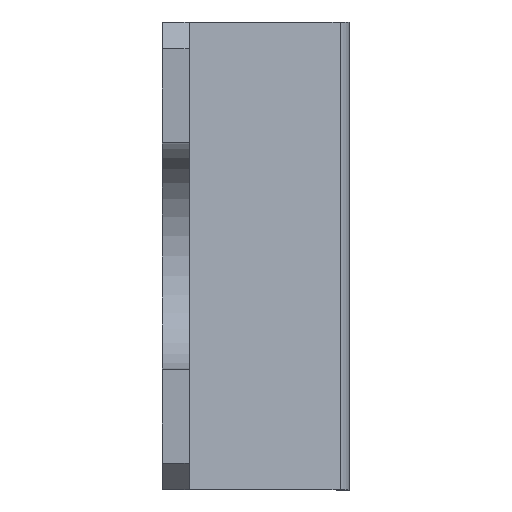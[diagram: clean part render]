
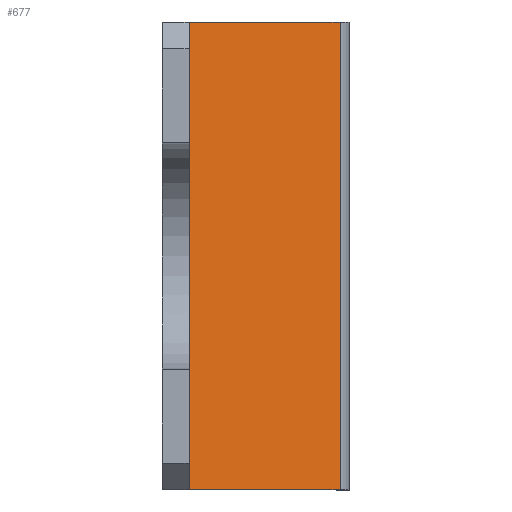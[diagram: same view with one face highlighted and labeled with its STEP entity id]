
A CAD part, left-side view. The second image highlights one B-rep face of the part: STEP entity #677.
In plain terms, the highlighted planar face has unit normal (-0.766, -0.643, 0).
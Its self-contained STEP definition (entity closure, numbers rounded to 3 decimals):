
#38 = VECTOR ( 'NONE', #335, 1000. ) ;
#67 = VECTOR ( 'NONE', #655, 1000. ) ;
#69 = VECTOR ( 'NONE', #332, 1000. ) ;
#81 = CARTESIAN_POINT ( 'NONE',  ( 23.468, -13.285, -17.5 ) ) ;
#88 = CARTESIAN_POINT ( 'NONE',  ( 23.468, -13.285, 17.5 ) ) ;
#92 = CARTESIAN_POINT ( 'NONE',  ( 14., -2., -17.5 ) ) ;
#114 = CARTESIAN_POINT ( 'NONE',  ( 14., -2., 17.5 ) ) ;
#128 = LINE ( 'NONE', #136, #409 ) ;
#135 = DIRECTION ( 'NONE',  ( 0., 0., -1. ) ) ;
#136 = CARTESIAN_POINT ( 'NONE',  ( 14., -2., 17.5 ) ) ;
#140 = PLANE ( 'NONE',  #406 ) ;
#141 = DIRECTION ( 'NONE',  ( -0.643, 0.766, 0. ) ) ;
#142 = DIRECTION ( 'NONE',  ( 0.766, 0.643, 0. ) ) ;
#143 = CARTESIAN_POINT ( 'NONE',  ( 14., -2., 17.5 ) ) ;
#213 = ORIENTED_EDGE ( 'NONE', *, *, #737, .T. ) ;
#216 = VERTEX_POINT ( 'NONE', #88 ) ;
#217 = VERTEX_POINT ( 'NONE', #81 ) ;
#332 = DIRECTION ( 'NONE',  ( 0.643, -0.766, 0. ) ) ;
#333 = CARTESIAN_POINT ( 'NONE',  ( 14., -2., -17.5 ) ) ;
#334 = LINE ( 'NONE', #333, #69 ) ;
#335 = DIRECTION ( 'NONE',  ( 0.643, -0.766, 0. ) ) ;
#336 = CARTESIAN_POINT ( 'NONE',  ( 14., -2., 17.5 ) ) ;
#337 = LINE ( 'NONE', #336, #38 ) ;
#406 = AXIS2_PLACEMENT_3D ( 'NONE', #143, #142, #141 ) ;
#409 = VECTOR ( 'NONE', #135, 1000. ) ;
#412 = FACE_OUTER_BOUND ( 'NONE', #518, .T. ) ;
#475 = VERTEX_POINT ( 'NONE', #92 ) ;
#513 = ORIENTED_EDGE ( 'NONE', *, *, #720, .T. ) ;
#514 = ORIENTED_EDGE ( 'NONE', *, *, #672, .T. ) ;
#515 = ORIENTED_EDGE ( 'NONE', *, *, #736, .F. ) ;
#518 = EDGE_LOOP ( 'NONE', ( #213, #513, #515, #514 ) ) ;
#560 = VERTEX_POINT ( 'NONE', #114 ) ;
#651 = LINE ( 'NONE', #653, #67 ) ;
#653 = CARTESIAN_POINT ( 'NONE',  ( 23.468, -13.285, 17.5 ) ) ;
#655 = DIRECTION ( 'NONE',  ( 0., 0., 1. ) ) ;
#672 = EDGE_CURVE ( 'NONE', #560, #475, #128, .T. ) ;
#677 = ADVANCED_FACE ( 'NONE', ( #412 ), #140, .F. ) ;
#720 = EDGE_CURVE ( 'NONE', #217, #216, #651, .T. ) ;
#736 = EDGE_CURVE ( 'NONE', #560, #216, #337, .T. ) ;
#737 = EDGE_CURVE ( 'NONE', #475, #217, #334, .T. ) ;
